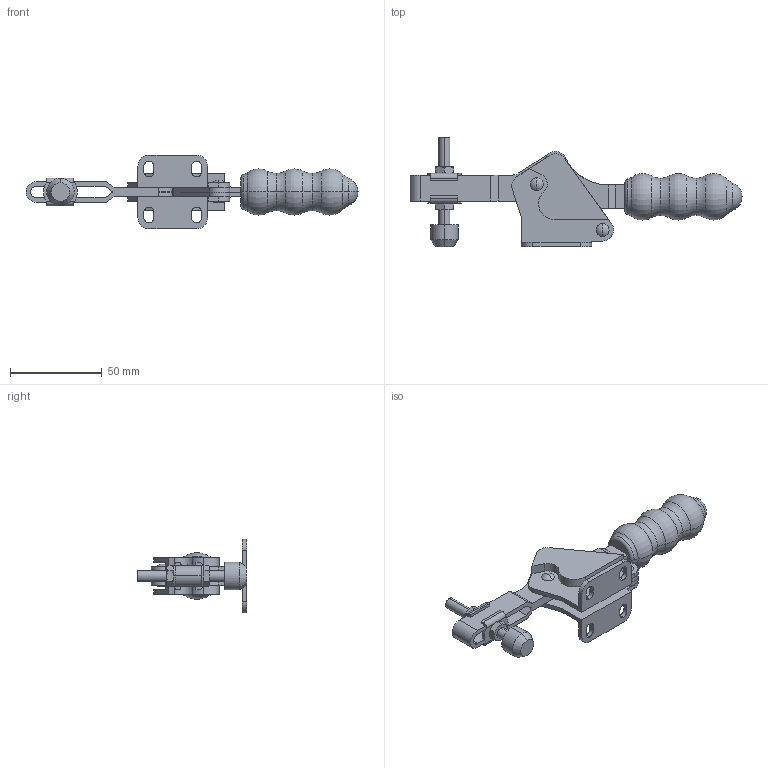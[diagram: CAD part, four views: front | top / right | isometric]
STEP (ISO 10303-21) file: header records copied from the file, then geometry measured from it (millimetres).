
FILE_DESCRIPTION (( 'STEP AP214' ), '1' );
FILE_NAME ('493785(GH-21502-B).STEP', '2019-01-11T03:22:01', ( 'LinWei' ), ( '' ), 'SwSTEP 2.0', 'SolidWorks 2016', '' );
FILE_SCHEMA (( 'AUTOMOTIVE_DESIGN' ));
Length unit declared in the file: millimetre
Products named in the file (6): 121502B08-1^493785(GH-21502-B); Group5^493785(GH-21502-B); Group4^493785(GH-21502-B); Group3^493785(GH-21502-B); Group1^493785(GH-21502-B); 493785(GH-21502-B)
Assembly tree (5 placements, depth 2):
  493785(GH-21502-B)
    Group1^493785(GH-21502-B)
    Group3^493785(GH-21502-B)
    Group4^493785(GH-21502-B)
    Group5^493785(GH-21502-B)
    121502B08-1^493785(GH-21502-B)
Bounding box: 181 x 59.9 x 40 mm (x, y, z)
Volume: 54989 mm3; surface area: 31335.2 mm2
Topology: 5 solids, 5 shells, 304 faces, 778 edges, 500 vertices
Faces by surface type: plane 132, cylinder 108, torus 28, cone 26, sphere 10
Entity records: 10506 total; most frequent: CARTESIAN_POINT 1808, DIRECTION 1661, ORIENTED_EDGE 1556, EDGE_CURVE 778, AXIS2_PLACEMENT_3D 637, VERTEX_POINT 500, LINE 387, VECTOR 387
